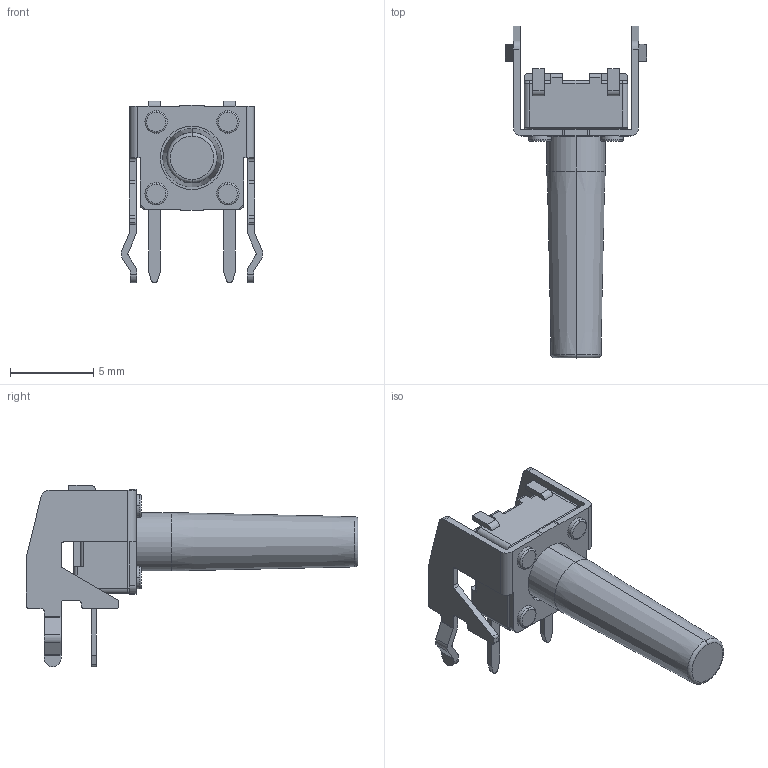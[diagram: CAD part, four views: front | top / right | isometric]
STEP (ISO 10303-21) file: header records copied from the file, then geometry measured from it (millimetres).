
FILE_DESCRIPTION (( 'STEP AP214' ), '1' );
FILE_NAME ('SKHHNHA010.STEP', '2024-09-07T15:46:39', ( '' ), ( '' ), 'SwSTEP 2.0', 'SolidWorks 2016', '' );
FILE_SCHEMA (( 'AUTOMOTIVE_DESIGN' ));
Length unit declared in the file: millimetre
Products named in the file (1): SKHHNHA010
Bounding box: 8.5 x 19.9 x 10.9 mm (x, y, z)
Volume: 254.1 mm3; surface area: 637.5 mm2
Topology: 1 solids, 1 shells, 322 faces, 879 edges, 576 vertices
Faces by surface type: plane 161, cylinder 132, torus 20, cone 6, sphere 3
Entity records: 11815 total; most frequent: CARTESIAN_POINT 1914, DIRECTION 1818, ORIENTED_EDGE 1758, EDGE_CURVE 879, AXIS2_PLACEMENT_3D 640, VERTEX_POINT 576, LINE 538, VECTOR 538
